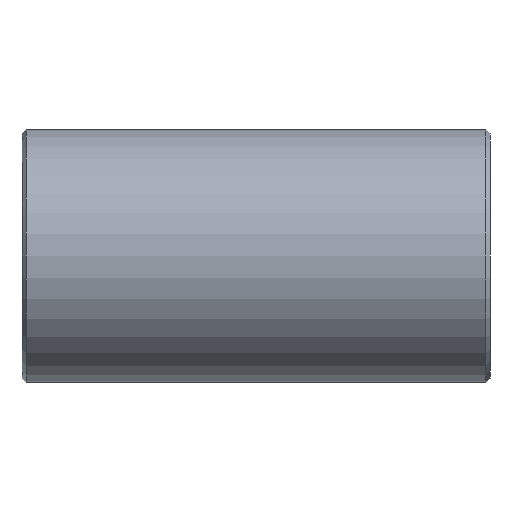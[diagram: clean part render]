
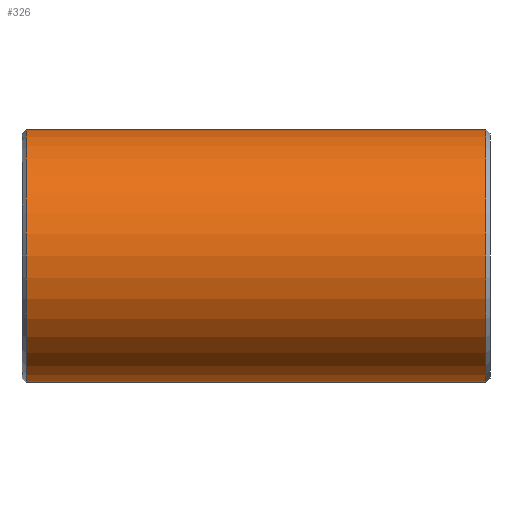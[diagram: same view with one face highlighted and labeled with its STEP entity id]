
A CAD part, left-side view. The second image highlights one B-rep face of the part: STEP entity #326.
In plain terms, the highlighted cylindrical face has radius 2.975 mm (diameter 5.95 mm), a partial arc.
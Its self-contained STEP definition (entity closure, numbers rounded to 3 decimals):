
#22 = DIRECTION ( 'NONE',  ( 0., 0., -1. ) ) ;
#24 = CYLINDRICAL_SURFACE ( 'NONE', #68, 2.975 ) ;
#43 = CARTESIAN_POINT ( 'NONE',  ( 0., 5.4, -2.975 ) ) ;
#68 = AXIS2_PLACEMENT_3D ( 'NONE', #403, #324, #22 ) ;
#102 = ORIENTED_EDGE ( 'NONE', *, *, #348, .T. ) ;
#106 = DIRECTION ( 'NONE',  ( 0., 0., 1. ) ) ;
#108 = AXIS2_PLACEMENT_3D ( 'NONE', #124, #372, #445 ) ;
#112 = EDGE_CURVE ( 'NONE', #323, #240, #388, .T. ) ;
#113 = EDGE_LOOP ( 'NONE', ( #309, #102, #374, #140 ) ) ;
#115 = CIRCLE ( 'NONE', #145, 2.975 ) ;
#124 = CARTESIAN_POINT ( 'NONE',  ( 0., 5.4, 0. ) ) ;
#135 = CIRCLE ( 'NONE', #108, 2.975 ) ;
#138 = VERTEX_POINT ( 'NONE', #43 ) ;
#140 = ORIENTED_EDGE ( 'NONE', *, *, #230, .T. ) ;
#145 = AXIS2_PLACEMENT_3D ( 'NONE', #434, #273, #106 ) ;
#146 = VECTOR ( 'NONE', #311, 1000. ) ;
#152 = CARTESIAN_POINT ( 'NONE',  ( 0., 5.4, 2.975 ) ) ;
#164 = LINE ( 'NONE', #340, #359 ) ;
#199 = CARTESIAN_POINT ( 'NONE',  ( 0., 5.5, 2.975 ) ) ;
#200 = CARTESIAN_POINT ( 'NONE',  ( 0., -5.4, 2.975 ) ) ;
#221 = DIRECTION ( 'NONE',  ( 0., -1., 0. ) ) ;
#230 = EDGE_CURVE ( 'NONE', #292, #240, #115, .T. ) ;
#240 = VERTEX_POINT ( 'NONE', #200 ) ;
#243 = FACE_OUTER_BOUND ( 'NONE', #113, .T. ) ;
#258 = EDGE_CURVE ( 'NONE', #138, #292, #164, .T. ) ;
#273 = DIRECTION ( 'NONE',  ( 0., 1., 0. ) ) ;
#292 = VERTEX_POINT ( 'NONE', #446 ) ;
#309 = ORIENTED_EDGE ( 'NONE', *, *, #112, .F. ) ;
#311 = DIRECTION ( 'NONE',  ( 0., -1., 0. ) ) ;
#323 = VERTEX_POINT ( 'NONE', #152 ) ;
#324 = DIRECTION ( 'NONE',  ( 0., -1., 0. ) ) ;
#326 = ADVANCED_FACE ( 'NONE', ( #243 ), #24, .T. ) ;
#340 = CARTESIAN_POINT ( 'NONE',  ( 0., 5.5, -2.975 ) ) ;
#348 = EDGE_CURVE ( 'NONE', #323, #138, #135, .T. ) ;
#359 = VECTOR ( 'NONE', #221, 1000. ) ;
#372 = DIRECTION ( 'NONE',  ( 0., -1., 0. ) ) ;
#374 = ORIENTED_EDGE ( 'NONE', *, *, #258, .T. ) ;
#388 = LINE ( 'NONE', #199, #146 ) ;
#403 = CARTESIAN_POINT ( 'NONE',  ( 0., 5.5, 0. ) ) ;
#434 = CARTESIAN_POINT ( 'NONE',  ( 0., -5.4, 0. ) ) ;
#445 = DIRECTION ( 'NONE',  ( 0., 0., 1. ) ) ;
#446 = CARTESIAN_POINT ( 'NONE',  ( 0., -5.4, -2.975 ) ) ;
